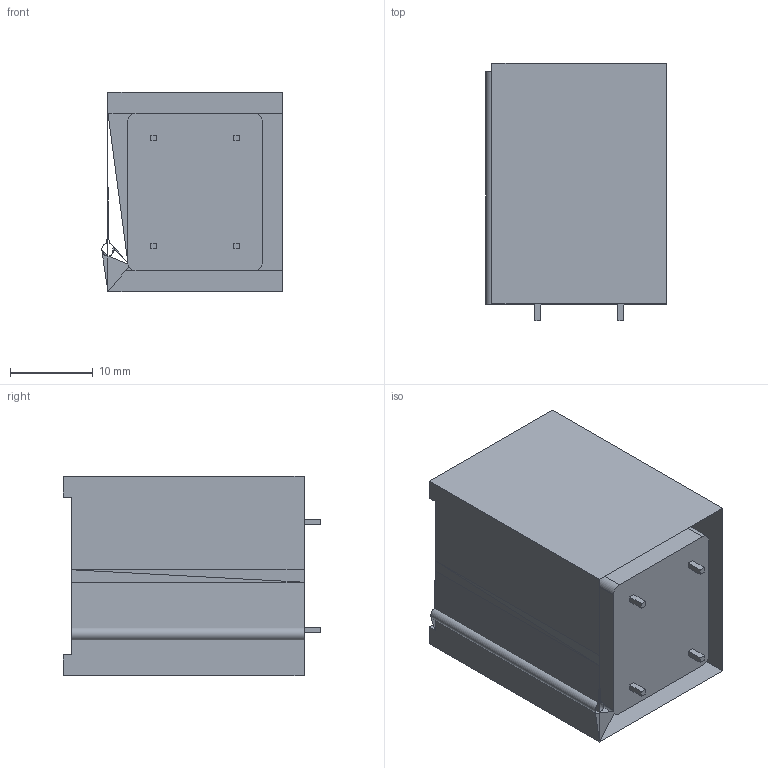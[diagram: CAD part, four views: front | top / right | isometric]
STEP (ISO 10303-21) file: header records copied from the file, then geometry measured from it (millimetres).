
FILE_DESCRIPTION (( 'STEP AP214' ), '1' );
FILE_NAME ( 'UU16.STEP', '2018-03-25T13:52:11', ( '' ), ( '' ), 'Part was generated with the free Library Expert Lite available at www.PCBLibraries.com. Removing line will violate the End User License Agreement.', '©2017 PCB Libraries, Inc.', '' );
FILE_SCHEMA (( 'AUTOMOTIVE_DESIGN' ));
Length unit declared in the file: millimetre
Products named in the file (1): UU16
Bounding box: 21.75 x 31 x 24 mm (x, y, z)
Volume: 8949 mm3; surface area: 5659 mm2
Topology: 5 solids, 5 shells, 43 faces, 106 edges, 70 vertices
Faces by surface type: plane 38, cylinder 5
Full cylindrical faces by diameter (mm): 1.5 x1
Entity records: 1423 total; most frequent: CARTESIAN_POINT 214, ORIENTED_EDGE 204, DIRECTION 200, EDGE_CURVE 102, VECTOR 92, LINE 92, VERTEX_POINT 68, AXIS2_PLACEMENT_3D 54
